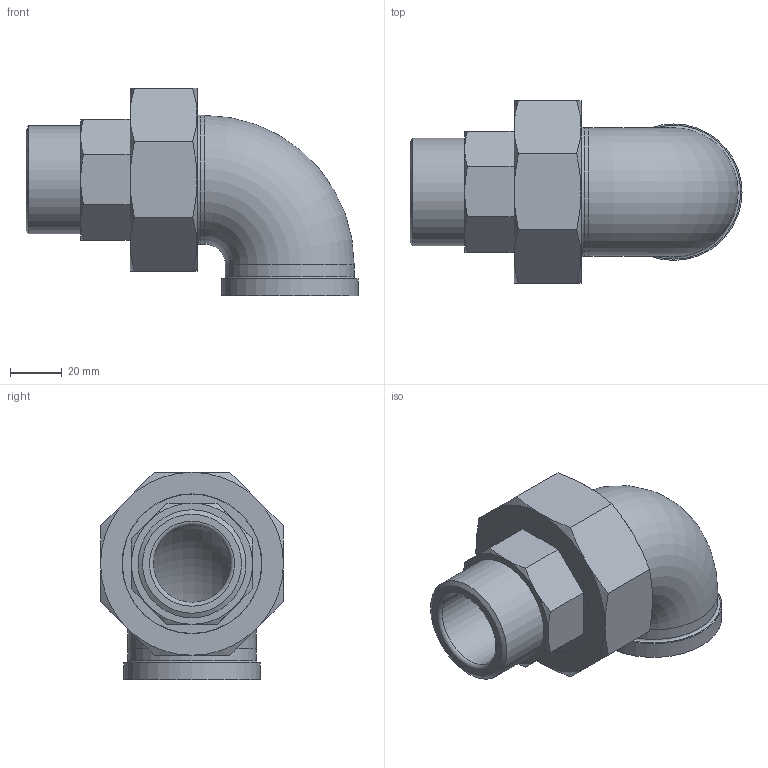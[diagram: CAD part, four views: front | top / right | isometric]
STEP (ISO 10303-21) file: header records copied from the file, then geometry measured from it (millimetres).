
FILE_DESCRIPTION(/* description */ (''),/* implementation_level */ '2;1');
FILE_NAME(/* name */ '3D_R511-U-DN32_171921450.stp',/* time_stamp */ '2021-07-20T11:21:15+02:00',/* author */ ('cad'),/* organization */ (''),/* preprocessor_version */ 'ST-DEVELOPER v18.1',/* originating_system */ 'Autodesk Inventor 2022',/* authorisation */ '');
FILE_SCHEMA (('AUTOMOTIVE_DESIGN { 1 0 10303 214 3 1 1 }'));
Length unit declared in the file: millimetre
Products named in the file (4): 3D_R511-U-DN32_171921450; Mutter-DN32; Einschraubteil-DN32; Einlegeteil-R511-U-DN32
Assembly tree (3 placements, depth 2):
  3D_R511-U-DN32_171921450
    Mutter-DN32
    Einschraubteil-DN32
    Einlegeteil-R511-U-DN32
Bounding box: 128.9 x 71 x 80.5 mm (x, y, z)
Volume: 138054.4 mm3; surface area: 58681.1 mm2
Topology: 3 solids, 3 shells, 82 faces, 178 edges, 109 vertices
Faces by surface type: cone 32, plane 29, cylinder 13, torus 6, bspline 2
Full cylindrical faces by diameter (mm): 30 x1, 38 x1, 38.952 x1, 41.91 x1, 44.4 x1, 50 x2, 53 x1, 54.1 x1, 54.3 x1, 59.4 x1, 59.835 x1, 62 x1
Entity records: 2702 total; most frequent: CARTESIAN_POINT 853, DIRECTION 379, ORIENTED_EDGE 356, EDGE_CURVE 178, AXIS2_PLACEMENT_3D 167, VERTEX_POINT 109, EDGE_LOOP 95, FACE_OUTER_BOUND 82
